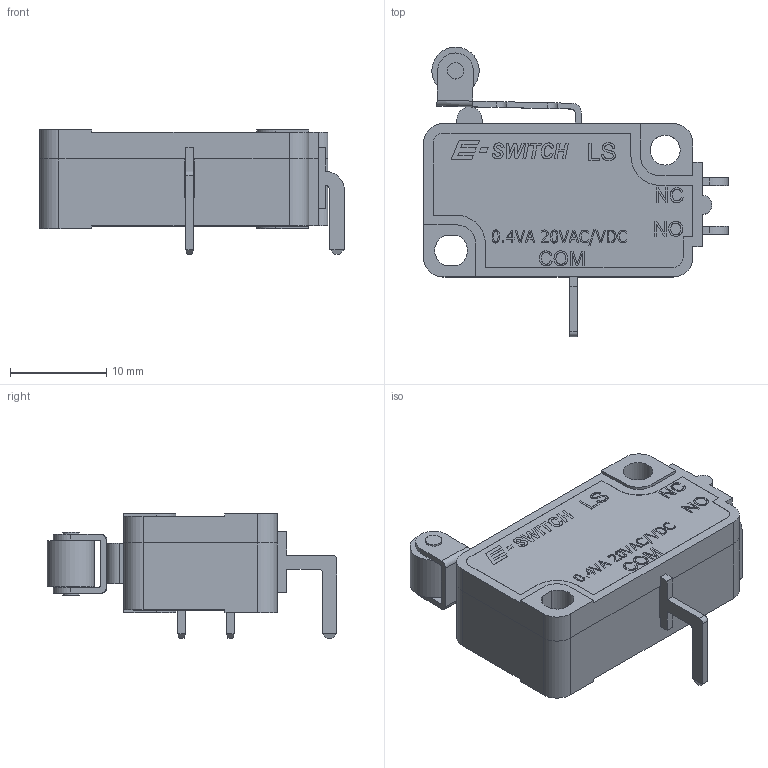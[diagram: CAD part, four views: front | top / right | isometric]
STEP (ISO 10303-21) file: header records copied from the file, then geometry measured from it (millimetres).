
FILE_DESCRIPTION(/* description */ (''),/* implementation_level */ '2;1');
FILE_NAME(/* name */ 'LS085R105FxxxV1A.stp',/* time_stamp */ '2025-05-23T10:49:34-05:00',/* author */ ('mroman'),/* organization */ (''),/* preprocessor_version */ 'ST-DEVELOPER v18.1',/* originating_system */ 'Autodesk Inventor 2022',/* authorisation */ '');
FILE_SCHEMA (('AUTOMOTIVE_DESIGN { 1 0 10303 214 3 1 1 }'));
Length unit declared in the file: centimetre
Products named in the file (1): LS085R105FxxxV1A
Bounding box: 31.6 x 30.04 x 12.95 mm (x, y, z)
Volume: 4425.1 mm3; surface area: 2648.5 mm2
Topology: 1 solids, 1 shells, 582 faces, 1565 edges, 1030 vertices
Faces by surface type: plane 392, bspline 138, cylinder 52
Full cylindrical faces by diameter (mm): 1.4 x1, 1.7 x2, 3.1 x2, 4.92 x1
Entity records: 19766 total; most frequent: CARTESIAN_POINT 5994, ORIENTED_EDGE 3132, DIRECTION 2276, EDGE_CURVE 1566, LINE 1194, VECTOR 1194, VERTEX_POINT 1030, EDGE_LOOP 632
